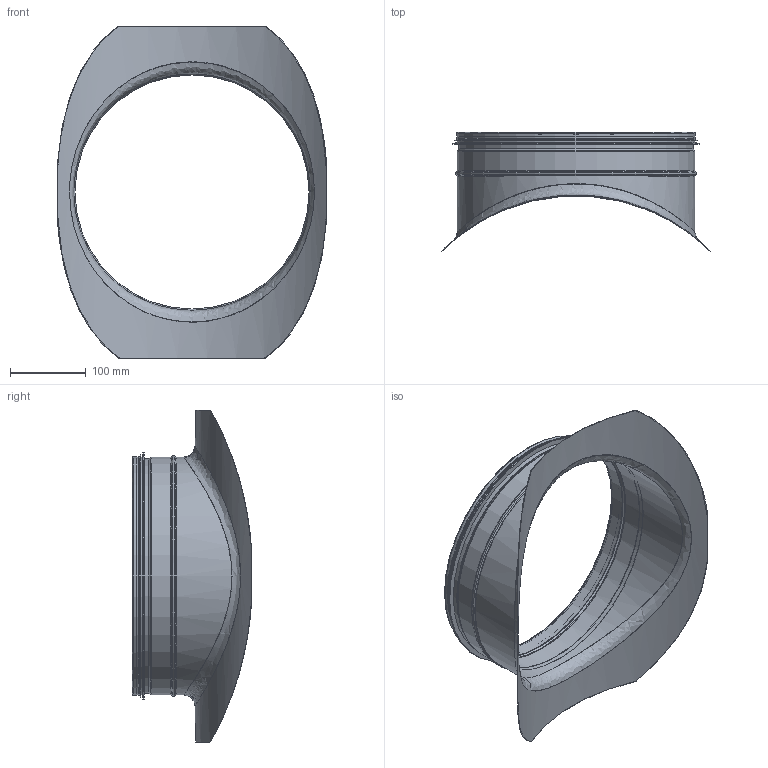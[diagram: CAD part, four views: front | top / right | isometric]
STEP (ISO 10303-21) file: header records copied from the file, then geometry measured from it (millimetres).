
FILE_DESCRIPTION((''),'2;1');
FILE_NAME('HPS_500-315.stp','2014-02-24T07:55:48',(''),(''),'Autodesk Inventor 2013','Autodesk Inventor 2013','');
FILE_SCHEMA(('AUTOMOTIVE_DESIGN { 1 2 10303 214 0 1 1 1 }'));
Length unit declared in the file: millimetre
Products named in the file (3): HPS_500-315; HPSRörämne_500-315; 999008
Assembly tree (2 placements, depth 2):
  HPS_500-315
    HPSRörämne_500-315
    999008
Bounding box: 354 x 156.89 x 437 mm (x, y, z)
Volume: 132745.5 mm3; surface area: 411562.4 mm2
Topology: 2 solids, 2 shells, 56 faces, 115 edges, 67 vertices
Faces by surface type: cylinder 23, torus 15, plane 10, cone 6, bspline 2
Full cylindrical faces by diameter (mm): 308.05 x1, 309.05 x1, 310.25 x1, 311.85 x1, 312.85 x6, 313.85 x1, 319.25 x1, 324.25 x1
Entity records: 2267 total; most frequent: CARTESIAN_POINT 1068, DIRECTION 228, ORIENTED_EDGE 162, AXIS2_PLACEMENT_3D 108, EDGE_LOOP 98, EDGE_CURVE 81, VERTEX_POINT 67, STYLED_ITEM 58
